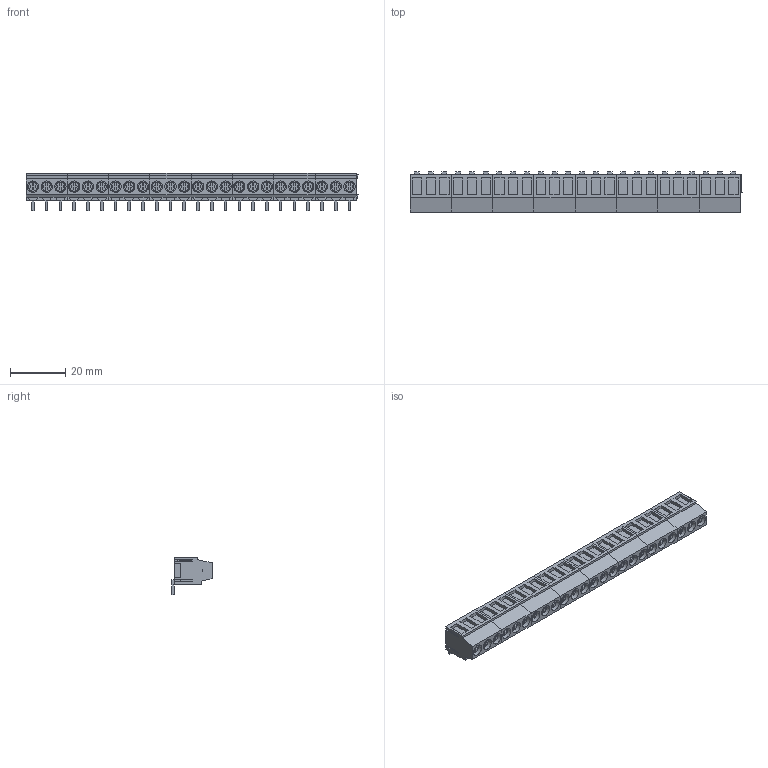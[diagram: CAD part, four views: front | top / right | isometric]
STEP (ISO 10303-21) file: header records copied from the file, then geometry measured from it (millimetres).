
FILE_DESCRIPTION(('CATIA V5 STEP Exchange','CAx-IF Rec.Pracs.--- Model Styling and Organization---1.2---2011-12-15'),'2;1');
FILE_NAME ('D1449984_0_1234470000_1234470000.stp','2018-03-31T10:14:46+00:00',('none'),('Weidmueller'),'CATIA Version 5-6 Release 2014','CATIA V5 STEP AP214','none');
FILE_SCHEMA(('AUTOMOTIVE_DESIGN { 1 0 10303 214 1 1 1 1 }'));
Length unit declared in the file: millimetre
Products named in the file (1): 1234470000
Bounding box: 120.6 x 14.6 x 13.5 mm (x, y, z)
Volume: 11456.7 mm3; surface area: 13824.3 mm2
Topology: 56 solids, 56 shells, 1696 faces, 4488 edges, 2976 vertices
Faces by surface type: plane 1552, cylinder 144
Entity records: 51358 total; most frequent: CARTESIAN_POINT 10254, ORIENTED_EDGE 8976, DIRECTION 6859, EDGE_CURVE 4488, VECTOR 4104, LINE 4104, VERTEX_POINT 2976, EDGE_LOOP 1768
